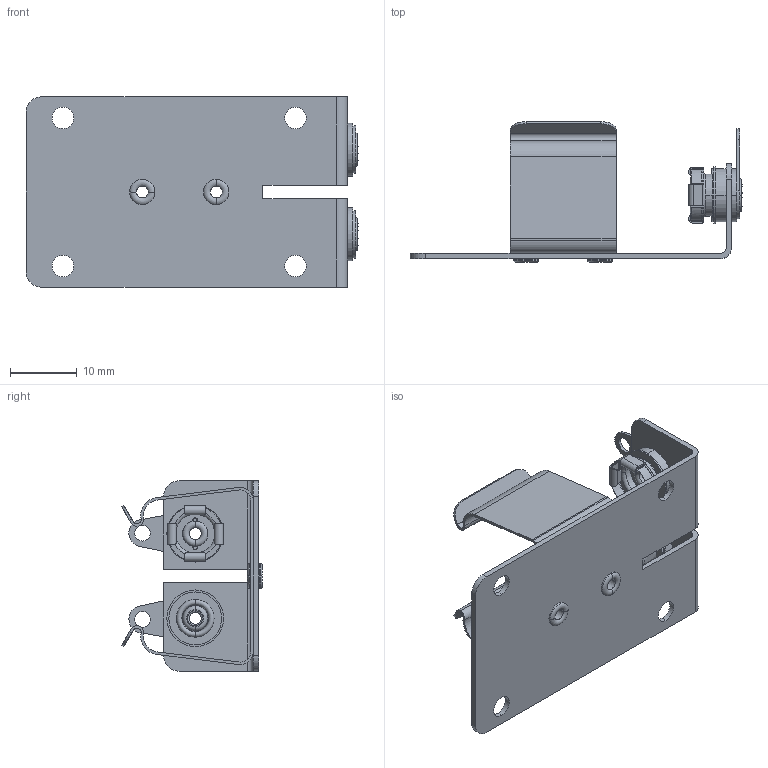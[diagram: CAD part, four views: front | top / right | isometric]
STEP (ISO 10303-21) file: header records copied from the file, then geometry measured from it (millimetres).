
FILE_DESCRIPTION (( 'STEP AP203' ), '1' );
FILE_NAME ('7712K62.step', '2018-07-16T20:32:32', ( '' ), ( '' ), 'SwSTEP 2.0', 'SolidWorks 2014', '' );
FILE_SCHEMA (( 'CONFIG_CONTROL_DESIGN' ));
Length unit declared in the file: inch
Products named in the file (1): 7712K62
Bounding box: 49.83 x 21.13 x 28.57 mm (x, y, z)
Volume: 2123.1 mm3; surface area: 6450.7 mm2
Topology: 1 solids, 5 shells, 524 faces, 1405 edges, 912 vertices
Faces by surface type: cylinder 187, plane 185, bspline 80, torus 61, cone 11
Entity records: 19871 total; most frequent: CARTESIAN_POINT 6727, ORIENTED_EDGE 2810, DIRECTION 2645, EDGE_CURVE 1405, AXIS2_PLACEMENT_3D 979, VERTEX_POINT 912, VECTOR 687, LINE 687
